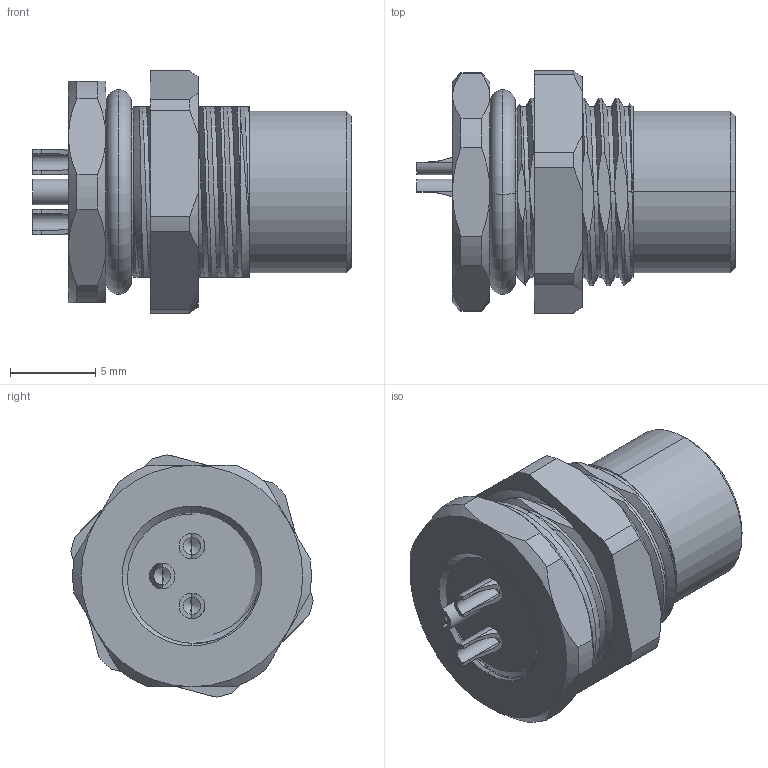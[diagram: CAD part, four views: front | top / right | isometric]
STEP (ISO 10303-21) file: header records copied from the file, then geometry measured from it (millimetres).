
FILE_DESCRIPTION (( 'STEP AP203' ), '1' );
FILE_NAME ('54-00292_A.STEP', '2022-05-10T18:10:11', ( '' ), ( '' ), 'SwSTEP 2.0', 'SolidWorks 2021', '' );
FILE_SCHEMA (( 'CONFIG_CONTROL_DESIGN' ));
Length unit declared in the file: millimetre
Products named in the file (7): 54-00292-03___; 54-00292_A; 54-00292-01___; 54-00292-06___; 54-00292-05___; 54-00292-02___; 54-00292-04___
Assembly tree (8 placements, depth 2):
  54-00292_A
    54-00292-01___
    54-00292-02___
    54-00292-03___  x3
    54-00292-04___
    54-00292-05___
    54-00292-06___
Bounding box: 18.7 x 14.22 x 14.22 mm (x, y, z)
Volume: 1519.3 mm3; surface area: 2927 mm2
Topology: 8 solids, 8 shells, 351 faces, 859 edges, 524 vertices
Faces by surface type: cylinder 159, plane 84, cone 50, bspline 36, torus 22
Entity records: 19103 total; most frequent: CARTESIAN_POINT 12334, ORIENTED_EDGE 1398, DIRECTION 1106, EDGE_CURVE 699, AXIS2_PLACEMENT_3D 445, VERTEX_POINT 432, EDGE_LOOP 309, FACE_OUTER_BOUND 287
